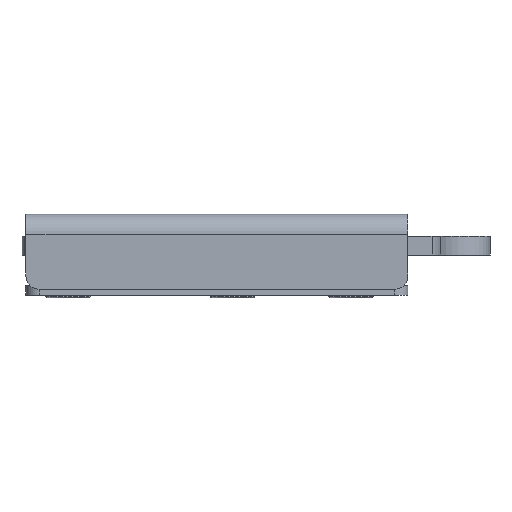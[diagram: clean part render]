
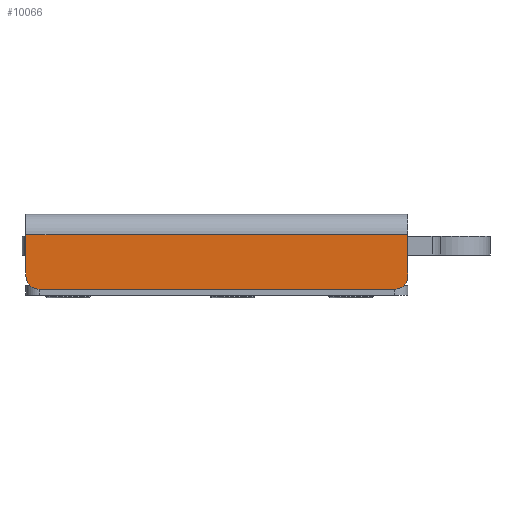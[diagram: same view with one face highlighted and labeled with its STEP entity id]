
A CAD part, front view. The second image highlights one B-rep face of the part: STEP entity #10066.
In plain terms, the highlighted planar face has unit normal (0, -1, 0).
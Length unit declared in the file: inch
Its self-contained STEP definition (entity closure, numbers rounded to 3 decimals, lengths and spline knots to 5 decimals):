
#996=FACE_OUTER_BOUND('',#1582,.T.);
#1582=EDGE_LOOP('',(#7492,#7493,#7494,#7495,#7496,#7497));
#2351=LINE('',#15254,#3100);
#2357=LINE('',#15271,#3106);
#2359=LINE('',#15276,#3108);
#2360=LINE('',#15277,#3109);
#3100=VECTOR('',#12343,0.3937);
#3106=VECTOR('',#12359,0.3937);
#3108=VECTOR('',#12367,0.3937);
#3109=VECTOR('',#12368,0.3937);
#3633=CIRCLE('',#10791,0.125);
#3637=CIRCLE('',#10798,0.125);
#4262=VERTEX_POINT('',#15242);
#4263=VERTEX_POINT('',#15244);
#4265=VERTEX_POINT('',#15252);
#4269=VERTEX_POINT('',#15264);
#4270=VERTEX_POINT('',#15265);
#4271=VERTEX_POINT('',#15270);
#5421=EDGE_CURVE('',#4262,#4263,#3633,.T.);
#5427=EDGE_CURVE('',#4265,#4262,#2351,.T.);
#5432=EDGE_CURVE('',#4269,#4270,#3637,.T.);
#5435=EDGE_CURVE('',#4271,#4270,#2357,.T.);
#5439=EDGE_CURVE('',#4271,#4265,#2359,.T.);
#5440=EDGE_CURVE('',#4269,#4263,#2360,.T.);
#7492=ORIENTED_EDGE('',*,*,#5421,.F.);
#7493=ORIENTED_EDGE('',*,*,#5427,.F.);
#7494=ORIENTED_EDGE('',*,*,#5439,.F.);
#7495=ORIENTED_EDGE('',*,*,#5435,.T.);
#7496=ORIENTED_EDGE('',*,*,#5432,.F.);
#7497=ORIENTED_EDGE('',*,*,#5440,.T.);
#9173=PLANE('',#10802);
#10066=ADVANCED_FACE('',(#996),#9173,.T.);
#10791=AXIS2_PLACEMENT_3D('',#15245,#12332,#12333);
#10798=AXIS2_PLACEMENT_3D('',#15266,#12353,#12354);
#10802=AXIS2_PLACEMENT_3D('',#15275,#12365,#12366);
#12332=DIRECTION('center_axis',(0.,1.,0.));
#12333=DIRECTION('ref_axis',(0.707,0.,-0.707));
#12343=DIRECTION('',(0.,0.,-1.));
#12353=DIRECTION('center_axis',(0.,1.,0.));
#12354=DIRECTION('ref_axis',(-0.707,0.,-0.707));
#12359=DIRECTION('',(0.,0.,-1.));
#12365=DIRECTION('center_axis',(0.,-1.,0.));
#12366=DIRECTION('ref_axis',(0.,0.,
-1.));
#12367=DIRECTION('',(1.,0.,0.));
#12368=DIRECTION('',(1.,0.,0.));
#15242=CARTESIAN_POINT('',(2.0655,-2.63683,-2.05219));
#15244=CARTESIAN_POINT('',(1.9405,-2.63683,-2.17719));
#15245=CARTESIAN_POINT('Origin',(1.9405,-2.63683,-2.05219));
#15252=CARTESIAN_POINT('',(2.0655,-2.63683,-1.65919));
#15254=CARTESIAN_POINT('',(2.0655,-2.63683,-1.46469));
#15264=CARTESIAN_POINT('',(-1.4395,-2.63683,-2.17719));
#15265=CARTESIAN_POINT('',(-1.5645,-2.63683,-2.05219));
#15266=CARTESIAN_POINT('Origin',(-1.4395,-2.63683,-2.05219));
#15270=CARTESIAN_POINT('',(-1.5645,-2.63683,-1.65919));
#15271=CARTESIAN_POINT('',(-1.5645,-2.63683,-1.46469));
#15275=CARTESIAN_POINT('Origin',(-1.5645,-2.63683,-1.46469));
#15276=CARTESIAN_POINT('',(-0.67367,-2.63683,-1.65919));
#15277=CARTESIAN_POINT('',(2.0655,-2.63683,-2.17719));
